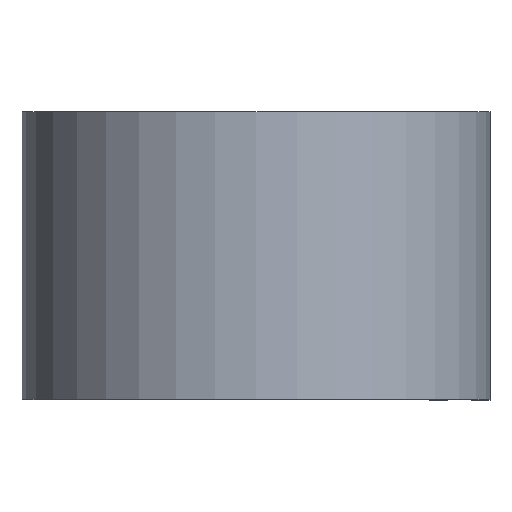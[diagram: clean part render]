
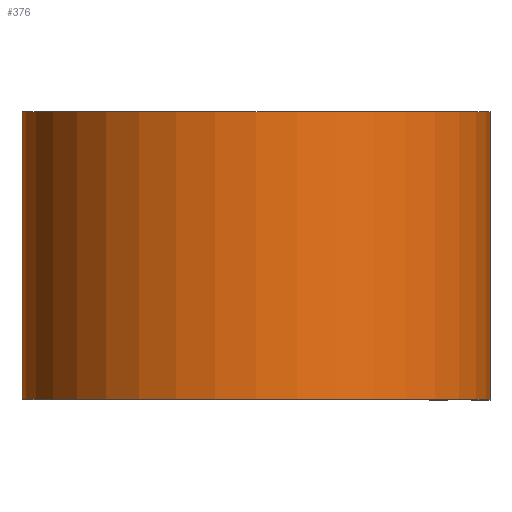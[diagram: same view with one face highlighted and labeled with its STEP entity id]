
A CAD part, top view. The second image highlights one B-rep face of the part: STEP entity #376.
In plain terms, the highlighted cylindrical face has radius 15.507 mm (diameter 31.013 mm), a partial arc.
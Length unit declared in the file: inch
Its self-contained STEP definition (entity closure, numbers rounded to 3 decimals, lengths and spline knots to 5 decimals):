
#11 = AXIS2_PLACEMENT_3D ( 'NONE', #639, #656, #585 ) ;
#23 = FACE_OUTER_BOUND ( 'NONE', #506, .T. ) ;
#24 = DIRECTION ( 'NONE',  ( 1., 0., 0. ) ) ;
#44 = VECTOR ( 'NONE', #643, 39.37008 ) ;
#46 = AXIS2_PLACEMENT_3D ( 'NONE', #667, #658, #586 ) ;
#66 = LINE ( 'NONE', #570, #44 ) ;
#80 = CARTESIAN_POINT ( 'NONE',  ( 0., -0.375, -0.6105 ) ) ;
#144 = CARTESIAN_POINT ( 'NONE',  ( 0., 0.375, -0.6105 ) ) ;
#174 = ORIENTED_EDGE ( 'NONE', *, *, #640, .F. ) ;
#184 = VERTEX_POINT ( 'NONE', #602 ) ;
#203 = ORIENTED_EDGE ( 'NONE', *, *, #501, .T. ) ;
#250 = CARTESIAN_POINT ( 'NONE',  ( 0., 0.375, -0.6105 ) ) ;
#289 = LINE ( 'NONE', #250, #432 ) ;
#304 = DIRECTION ( 'NONE',  ( 0., -1., 0. ) ) ;
#315 = ORIENTED_EDGE ( 'NONE', *, *, #564, .T. ) ;
#327 = CIRCLE ( 'NONE', #392, 0.6105 ) ;
#360 = EDGE_CURVE ( 'NONE', #613, #184, #66, .T. ) ;
#376 = ADVANCED_FACE ( 'NONE', ( #23 ), #591, .T. ) ;
#379 = VERTEX_POINT ( 'NONE', #80 ) ;
#392 = AXIS2_PLACEMENT_3D ( 'NONE', #527, #644, #24 ) ;
#432 = VECTOR ( 'NONE', #304, 39.37008 ) ;
#501 = EDGE_CURVE ( 'NONE', #379, #184, #674, .T. ) ;
#506 = EDGE_LOOP ( 'NONE', ( #203, #547, #174, #315 ) ) ;
#527 = CARTESIAN_POINT ( 'NONE',  ( 0., 0.375, 0. ) ) ;
#547 = ORIENTED_EDGE ( 'NONE', *, *, #360, .F. ) ;
#564 = EDGE_CURVE ( 'NONE', #708, #379, #289, .T. ) ;
#570 = CARTESIAN_POINT ( 'NONE',  ( 0.6105, 0.375, 0. ) ) ;
#585 = DIRECTION ( 'NONE',  ( 0., 0., -1. ) ) ;
#586 = DIRECTION ( 'NONE',  ( 1., 0., 0. ) ) ;
#591 = CYLINDRICAL_SURFACE ( 'NONE', #11, 0.6105 ) ;
#593 = CARTESIAN_POINT ( 'NONE',  ( 0.6105, 0.375, 0. ) ) ;
#602 = CARTESIAN_POINT ( 'NONE',  ( 0.6105, -0.375, 0. ) ) ;
#613 = VERTEX_POINT ( 'NONE', #593 ) ;
#639 = CARTESIAN_POINT ( 'NONE',  ( 0., 0.375, 0. ) ) ;
#640 = EDGE_CURVE ( 'NONE', #708, #613, #327, .T. ) ;
#643 = DIRECTION ( 'NONE',  ( 0., -1., 0. ) ) ;
#644 = DIRECTION ( 'NONE',  ( 0., 1., 0. ) ) ;
#656 = DIRECTION ( 'NONE',  ( 0., -1., 0. ) ) ;
#658 = DIRECTION ( 'NONE',  ( 0., 1., 0. ) ) ;
#667 = CARTESIAN_POINT ( 'NONE',  ( 0., -0.375, 0. ) ) ;
#674 = CIRCLE ( 'NONE', #46, 0.6105 ) ;
#708 = VERTEX_POINT ( 'NONE', #144 ) ;
